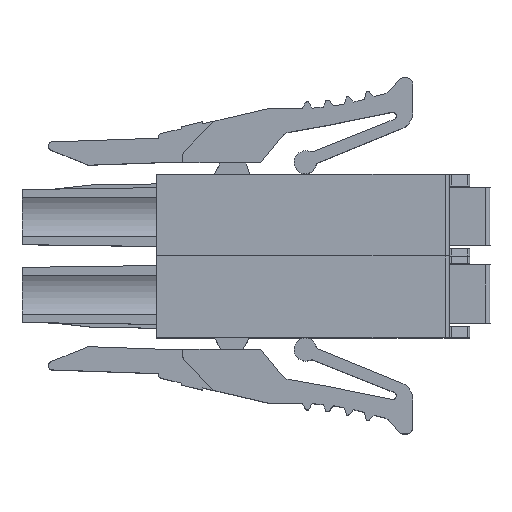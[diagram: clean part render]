
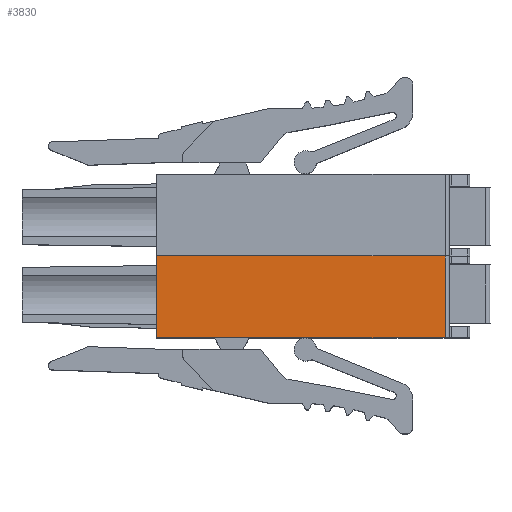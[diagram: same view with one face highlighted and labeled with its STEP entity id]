
A CAD part, top view. The second image highlights one B-rep face of the part: STEP entity #3830.
In plain terms, the highlighted planar face has unit normal (0, 0, 1).
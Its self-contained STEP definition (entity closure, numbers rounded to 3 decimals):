
#770=DIRECTION('',(0.,1.,0.));
#771=VECTOR('',#770,4.005);
#772=CARTESIAN_POINT('',(-6.625,-22.265,3.4));
#773=LINE('',#772,#771);
#774=DIRECTION('',(-1.,0.,0.));
#775=VECTOR('',#774,14.1);
#776=CARTESIAN_POINT('',(7.475,-18.26,3.4));
#777=LINE('',#776,#775);
#782=DIRECTION('',(0.,1.,0.));
#783=VECTOR('',#782,4.005);
#784=CARTESIAN_POINT('',(7.475,-22.265,3.4));
#785=LINE('',#784,#783);
#804=DIRECTION('',(1.,0.,0.));
#805=VECTOR('',#804,14.1);
#806=CARTESIAN_POINT('',(-6.625,-22.265,3.4));
#807=LINE('',#806,#805);
#2251=CARTESIAN_POINT('',(-6.625,-22.265,
3.4));
#2252=VERTEX_POINT('',#2251);
#2271=CARTESIAN_POINT('',(7.475,-22.265,3.4));
#2272=VERTEX_POINT('',#2271);
#2743=CARTESIAN_POINT('',(-6.625,-18.26,3.4));
#2744=VERTEX_POINT('',#2743);
#2745=CARTESIAN_POINT('',(7.475,-18.26,3.4));
#2746=VERTEX_POINT('',#2745);
#3817=CARTESIAN_POINT('',(4.299,-14.645,3.4));
#3818=DIRECTION('',(0.,0.,1.));
#3819=DIRECTION('',(-1.,0.,0.));
#3820=AXIS2_PLACEMENT_3D('',#3817,#3818,#3819);
#3821=PLANE('',#3820);
#3822=ORIENTED_EDGE('',*,*,#3794,.T.);
#3823=ORIENTED_EDGE('',*,*,#3111,.F.);
#3825=ORIENTED_EDGE('',*,*,#3824,.F.);
#3827=ORIENTED_EDGE('',*,*,#3826,.F.);
#3828=EDGE_LOOP('',(#3822,#3823,#3825,#3827));
#3829=FACE_OUTER_BOUND('',#3828,.F.);
#3111=EDGE_CURVE('',#2746,#2744,#777,.T.);
#3794=EDGE_CURVE('',#2252,#2744,#773,.T.);
#3824=EDGE_CURVE('',#2272,#2746,#785,.T.);
#3826=EDGE_CURVE('',#2252,#2272,#807,.T.);
#3830=ADVANCED_FACE('',(#3829),#3821,.T.);
